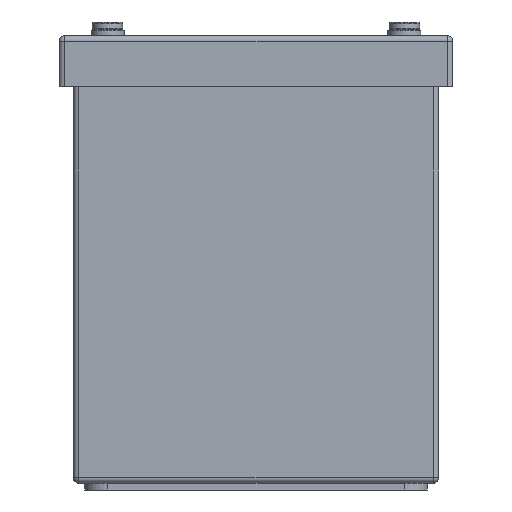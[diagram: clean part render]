
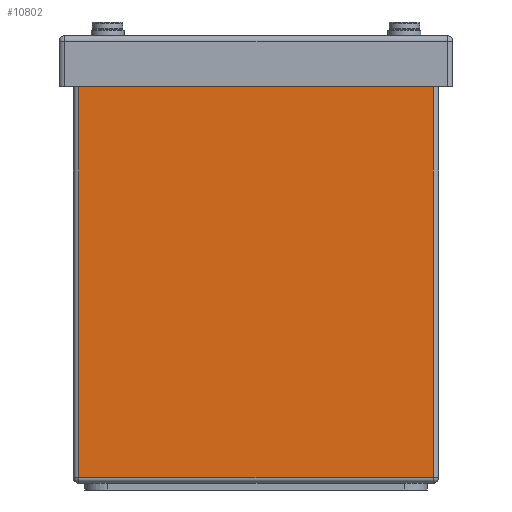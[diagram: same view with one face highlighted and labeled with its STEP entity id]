
A CAD part, left-side view. The second image highlights one B-rep face of the part: STEP entity #10802.
In plain terms, the highlighted planar face has unit normal (-1, 0, 0).
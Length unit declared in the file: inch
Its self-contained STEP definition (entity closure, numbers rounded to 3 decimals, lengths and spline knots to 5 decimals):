
#331 = CARTESIAN_POINT ( 'NONE',  ( 0., 0.06, 0. ) ) ;
#1351 = EDGE_CURVE ( 'NONE', #3911, #9654, #6196, .T. ) ;
#1667 = ORIENTED_EDGE ( 'NONE', *, *, #1351, .T. ) ;
#1836 = DIRECTION ( 'NONE',  ( 0., 0., -1. ) ) ;
#1988 = VECTOR ( 'NONE', #1836, 39.37008 ) ;
#2866 = CARTESIAN_POINT ( 'NONE',  ( 0., 3.94, 0. ) ) ;
#3083 = EDGE_CURVE ( 'NONE', #9654, #12121, #9521, .T. ) ;
#3911 = VERTEX_POINT ( 'NONE', #11085 ) ;
#4495 = DIRECTION ( 'NONE',  ( 0., 0., 1. ) ) ;
#4874 = DIRECTION ( 'NONE',  ( 0., 0., 1. ) ) ;
#5206 = DIRECTION ( 'NONE',  ( 0., -1., 0. ) ) ;
#5267 = VECTOR ( 'NONE', #13270, 39.37008 ) ;
#5667 = EDGE_CURVE ( 'NONE', #12121, #12764, #9693, .T. ) ;
#6196 = LINE ( 'NONE', #2866, #1988 ) ;
#6271 = EDGE_LOOP ( 'NONE', ( #8012, #10702, #9273, #1667 ) ) ;
#7026 = AXIS2_PLACEMENT_3D ( 'NONE', #11931, #7816, #4874 ) ;
#7816 = DIRECTION ( 'NONE',  ( -1., 0., 0. ) ) ;
#8012 = ORIENTED_EDGE ( 'NONE', *, *, #3083, .T. ) ;
#9016 = LINE ( 'NONE', #13215, #5267 ) ;
#9123 = VECTOR ( 'NONE', #5206, 39.37008 ) ;
#9273 = ORIENTED_EDGE ( 'NONE', *, *, #9524, .T. ) ;
#9521 = LINE ( 'NONE', #11658, #9123 ) ;
#9524 = EDGE_CURVE ( 'NONE', #12764, #3911, #9016, .T. ) ;
#9654 = VERTEX_POINT ( 'NONE', #11409 ) ;
#9693 = LINE ( 'NONE', #331, #12465 ) ;
#10067 = PLANE ( 'NONE',  #7026 ) ;
#10702 = ORIENTED_EDGE ( 'NONE', *, *, #5667, .T. ) ;
#10802 = ADVANCED_FACE ( 'NONE', ( #12004 ), #10067, .T. ) ;
#11085 = CARTESIAN_POINT ( 'NONE',  ( 0., 3.94, 4.69 ) ) ;
#11257 = CARTESIAN_POINT ( 'NONE',  ( 0., 0.06, 0.06 ) ) ;
#11409 = CARTESIAN_POINT ( 'NONE',  ( 0., 3.94, 0.06 ) ) ;
#11658 = CARTESIAN_POINT ( 'NONE',  ( 0., 0., 0.06 ) ) ;
#11931 = CARTESIAN_POINT ( 'NONE',  ( 0., 4., 0. ) ) ;
#12004 = FACE_OUTER_BOUND ( 'NONE', #6271, .T. ) ;
#12121 = VERTEX_POINT ( 'NONE', #11257 ) ;
#12465 = VECTOR ( 'NONE', #4495, 39.37008 ) ;
#12764 = VERTEX_POINT ( 'NONE', #13157 ) ;
#13157 = CARTESIAN_POINT ( 'NONE',  ( 0., 0.06, 4.69 ) ) ;
#13215 = CARTESIAN_POINT ( 'NONE',  ( 0., 4., 4.69 ) ) ;
#13270 = DIRECTION ( 'NONE',  ( 0., 1., 0. ) ) ;
